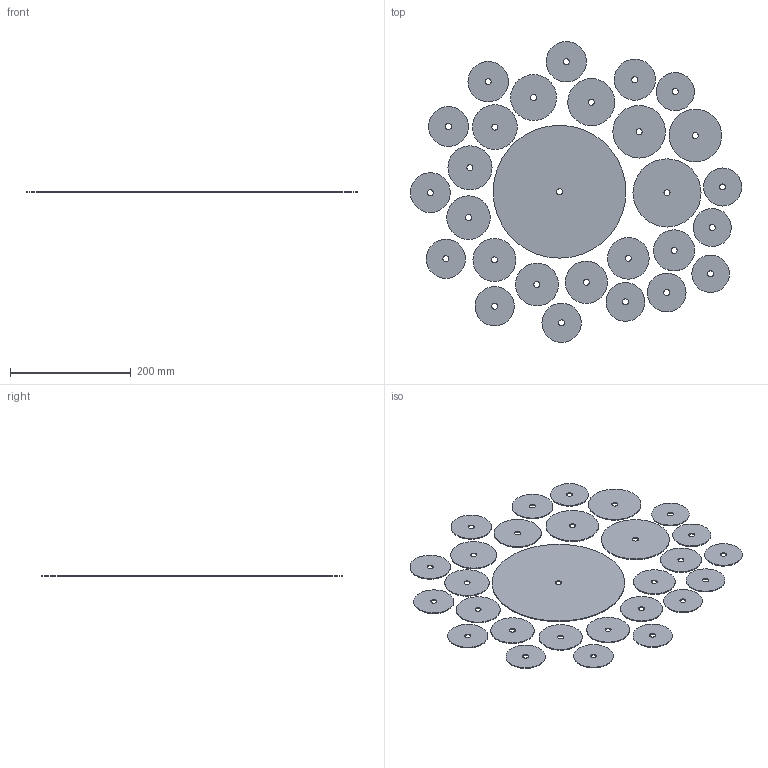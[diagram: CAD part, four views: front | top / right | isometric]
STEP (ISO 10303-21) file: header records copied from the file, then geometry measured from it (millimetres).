
FILE_DESCRIPTION(('FreeCAD Model'),'2;1');
FILE_NAME('Open CASCADE Shape Model','2022-10-27T18:16:59',('Author'),( ''),'Open CASCADE STEP processor 7.6','FreeCAD','Unknown');
FILE_SCHEMA(('AUTOMOTIVE_DESIGN { 1 0 10303 214 1 1 1 1 }'));
Length unit declared in the file: millimetre
Products named in the file (29): Unnamed; D025; reflecteur; patch; D000; D001; D002; D003; D004; D005; D006; D007; D008; D009; D010; D011; D012; D013; D014; D015; D016; D017; D018; D019; D020; D021; D022; D023; D024
Assembly tree (28 placements, depth 2):
  Unnamed
    D025
    reflecteur
    patch
    D000
    D001
    D002
    D003
    D004
    D005
    D006
    D007
    D008
    D009
    D010
    D011
    D012
    D013
    D014
    D015
    D016
    D017
    D018
    D019
    D020
    D021
    D022
    D023
    D024
Bounding box: 548.43 x 498.5 x 1.5 mm (x, y, z)
Volume: 217488.3 mm3; surface area: 301373.4 mm2
Topology: 28 solids, 28 shells, 112 faces, 168 edges, 112 vertices
Faces by surface type: cylinder 56, plane 56
Full cylindrical faces by diameter (mm): 10 x28, 62 x1, 63 x3, 64 x2, 65 x3, 66 x2, 67 x2, 68 x2, 69 x1, 70 x1, 71 x2, 72 x1, 73 x1, 74 x1, 76 x1, 78 x1, 87 x2, 112.8 x1, 220 x1
Entity records: 5562 total; most frequent: DIRECTION 898, CARTESIAN_POINT 757, ORIENTED_EDGE 336, PCURVE 336, DEFINITIONAL_REPRESENTATION 336, LINE 280, VECTOR 280, AXIS2_PLACEMENT_3D 253
